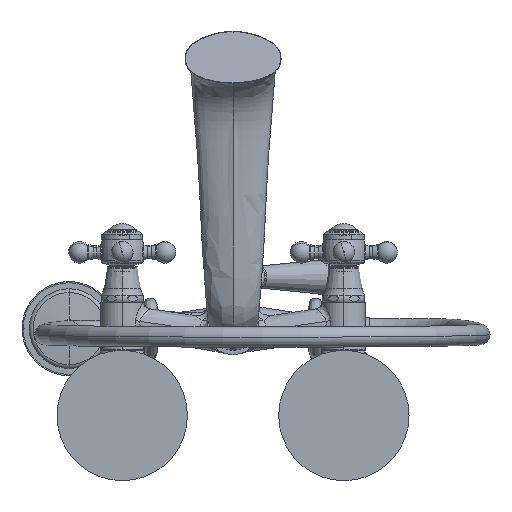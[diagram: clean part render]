
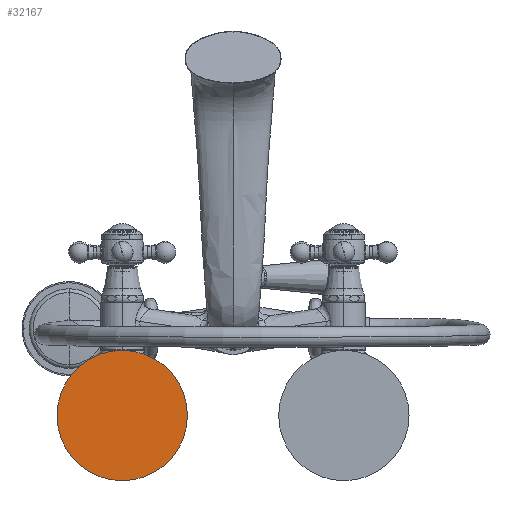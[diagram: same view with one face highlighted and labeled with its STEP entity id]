
A CAD part, front view. The second image highlights one B-rep face of the part: STEP entity #32167.
In plain terms, the highlighted face is planar.
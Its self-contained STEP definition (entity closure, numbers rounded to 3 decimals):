
#4043 = EDGE_CURVE ( 'NONE', #39768, #34164, #6000, .T. ) ;
#6000 = CIRCLE ( 'NONE', #26644, 45. ) ;
#9045 = CARTESIAN_POINT ( 'NONE',  ( -45., 0., 0. ) ) ;
#14849 = CARTESIAN_POINT ( 'NONE',  ( 45., 0., 0. ) ) ;
#15497 = EDGE_CURVE ( 'NONE', #34164, #39768, #67436, .T. ) ;
#20756 = CARTESIAN_POINT ( 'NONE',  ( 0., 0., 0. ) ) ;
#22186 = ORIENTED_EDGE ( 'NONE', *, *, #4043, .T. ) ;
#26644 = AXIS2_PLACEMENT_3D ( 'NONE', #27714, #72174, #34117 ) ;
#27138 = DIRECTION ( 'NONE',  ( -1., 0., 0. ) ) ;
#27714 = CARTESIAN_POINT ( 'NONE',  ( 0., 0., 0. ) ) ;
#32167 = ADVANCED_FACE ( 'NONE', ( #32453 ), #63264, .F. ) ;
#32453 = FACE_OUTER_BOUND ( 'NONE', #35067, .T. ) ;
#34117 = DIRECTION ( 'NONE',  ( -1., 0., 0. ) ) ;
#34164 = VERTEX_POINT ( 'NONE', #14849 ) ;
#35067 = EDGE_LOOP ( 'NONE', ( #22186, #36753 ) ) ;
#36753 = ORIENTED_EDGE ( 'NONE', *, *, #15497, .T. ) ;
#37965 = DIRECTION ( 'NONE',  ( 0., -1., 0. ) ) ;
#39768 = VERTEX_POINT ( 'NONE', #9045 ) ;
#51116 = CARTESIAN_POINT ( 'NONE',  ( 0., 0., 0. ) ) ;
#55716 = AXIS2_PLACEMENT_3D ( 'NONE', #51116, #76050, #37965 ) ;
#59320 = AXIS2_PLACEMENT_3D ( 'NONE', #20756, #65213, #27138 ) ;
#63264 = PLANE ( 'NONE',  #55716 ) ;
#65213 = DIRECTION ( 'NONE',  ( 0., 0., -1. ) ) ;
#67436 = CIRCLE ( 'NONE', #59320, 45. ) ;
#72174 = DIRECTION ( 'NONE',  ( 0., 0., -1. ) ) ;
#76050 = DIRECTION ( 'NONE',  ( 0., 0., 1. ) ) ;
